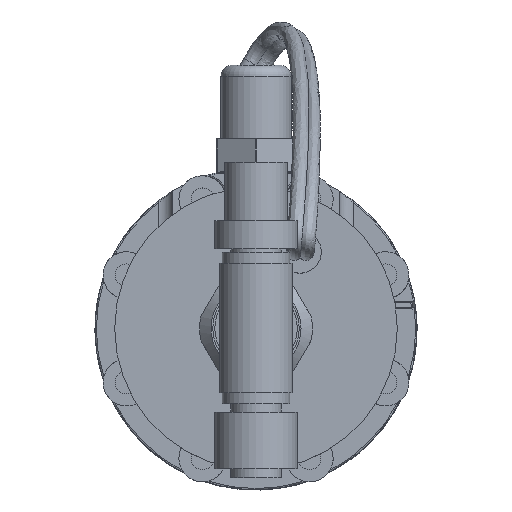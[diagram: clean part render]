
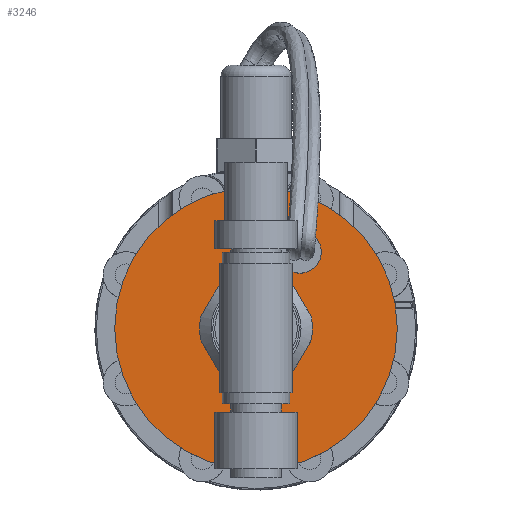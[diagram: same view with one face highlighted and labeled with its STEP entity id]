
A CAD part, top view. The second image highlights one B-rep face of the part: STEP entity #3246.
In plain terms, the highlighted planar face has unit normal (0, 0, 1).
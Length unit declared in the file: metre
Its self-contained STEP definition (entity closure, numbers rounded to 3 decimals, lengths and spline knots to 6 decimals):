
#344=LINE('',#6695,#493);
#345=LINE('',#6699,#494);
#346=LINE('',#6703,#495);
#347=LINE('',#6707,#496);
#348=LINE('',#6711,#497);
#349=LINE('',#6715,#498);
#493=VECTOR('',#4975,1.);
#494=VECTOR('',#4978,1.);
#495=VECTOR('',#4981,1.);
#496=VECTOR('',#4984,1.);
#497=VECTOR('',#4987,1.);
#498=VECTOR('',#4990,1.);
#901=ORIENTED_EDGE('',*,*,#1654,.F.);
#902=ORIENTED_EDGE('',*,*,#1652,.T.);
#903=ORIENTED_EDGE('',*,*,#1655,.F.);
#904=ORIENTED_EDGE('',*,*,#1656,.F.);
#905=ORIENTED_EDGE('',*,*,#1657,.F.);
#906=ORIENTED_EDGE('',*,*,#1658,.F.);
#907=ORIENTED_EDGE('',*,*,#1659,.F.);
#908=ORIENTED_EDGE('',*,*,#1660,.F.);
#909=ORIENTED_EDGE('',*,*,#1661,.F.);
#910=ORIENTED_EDGE('',*,*,#1662,.F.);
#911=ORIENTED_EDGE('',*,*,#1663,.F.);
#912=ORIENTED_EDGE('',*,*,#1664,.F.);
#913=ORIENTED_EDGE('',*,*,#1665,.F.);
#914=ORIENTED_EDGE('',*,*,#1666,.F.);
#1652=EDGE_CURVE('',#2027,#2027,#2305,.T.);
#1654=EDGE_CURVE('',#2029,#2029,#2307,.T.);
#1655=EDGE_CURVE('',#2030,#2031,#2308,.T.);
#1656=EDGE_CURVE('',#2032,#2030,#344,.T.);
#1657=EDGE_CURVE('',#2033,#2032,#2309,.T.);
#1658=EDGE_CURVE('',#2034,#2033,#345,.T.);
#1659=EDGE_CURVE('',#2035,#2034,#2310,.T.);
#1660=EDGE_CURVE('',#2036,#2035,#346,.T.);
#1661=EDGE_CURVE('',#2037,#2036,#2311,.T.);
#1662=EDGE_CURVE('',#2038,#2037,#347,.T.);
#1663=EDGE_CURVE('',#2039,#2038,#2312,.T.);
#1664=EDGE_CURVE('',#2040,#2039,#348,.T.);
#1665=EDGE_CURVE('',#2041,#2040,#2313,.T.);
#1666=EDGE_CURVE('',#2031,#2041,#349,.T.);
#2027=VERTEX_POINT('',#6686);
#2029=VERTEX_POINT('',#6691);
#2030=VERTEX_POINT('',#6693);
#2031=VERTEX_POINT('',#6694);
#2032=VERTEX_POINT('',#6696);
#2033=VERTEX_POINT('',#6698);
#2034=VERTEX_POINT('',#6700);
#2035=VERTEX_POINT('',#6702);
#2036=VERTEX_POINT('',#6704);
#2037=VERTEX_POINT('',#6706);
#2038=VERTEX_POINT('',#6708);
#2039=VERTEX_POINT('',#6710);
#2040=VERTEX_POINT('',#6712);
#2041=VERTEX_POINT('',#6714);
#2305=CIRCLE('',#4269,0.025);
#2307=CIRCLE('',#4272,0.00375);
#2308=CIRCLE('',#4273,0.01);
#2309=CIRCLE('',#4274,0.01);
#2310=CIRCLE('',#4275,0.01);
#2311=CIRCLE('',#4276,0.01);
#2312=CIRCLE('',#4277,0.01);
#2313=CIRCLE('',#4278,0.01);
#2509=EDGE_LOOP('',(#901));
#2510=EDGE_LOOP('',(#902));
#2511=EDGE_LOOP('',(#903,#904,#905,#906,#907,#908,#909,#910,#911,#912,#913,
#914));
#2833=FACE_BOUND('',#2509,.T.);
#2834=FACE_BOUND('',#2510,.T.);
#2835=FACE_BOUND('',#2511,.T.);
#3082=PLANE('',#4271);
#3246=ADVANCED_FACE('',(#2833,#2834,#2835),#3082,.T.);
#4269=AXIS2_PLACEMENT_3D('',#6685,#4965,#4966);
#4271=AXIS2_PLACEMENT_3D('',#6689,#4969,#4970);
#4272=AXIS2_PLACEMENT_3D('',#6690,#4971,#4972);
#4273=AXIS2_PLACEMENT_3D('',#6692,#4973,#4974);
#4274=AXIS2_PLACEMENT_3D('',#6697,#4976,#4977);
#4275=AXIS2_PLACEMENT_3D('',#6701,#4979,#4980);
#4276=AXIS2_PLACEMENT_3D('',#6705,#4982,#4983);
#4277=AXIS2_PLACEMENT_3D('',#6709,#4985,#4986);
#4278=AXIS2_PLACEMENT_3D('',#6713,#4988,#4989);
#4965=DIRECTION('',(0.,0.,1.));
#4966=DIRECTION('',(-0.866,0.5,0.));
#4969=DIRECTION('',(0.,0.,1.));
#4970=DIRECTION('',(-0.866,0.5,0.));
#4971=DIRECTION('',(0.,0.,1.));
#4972=DIRECTION('',(-0.866,0.5,0.));
#4973=DIRECTION('',(0.,0.,1.));
#4974=DIRECTION('',(1.,0.,0.));
#4975=DIRECTION('',(-1.,0.,0.));
#4976=DIRECTION('',(0.,0.,1.));
#4977=DIRECTION('',(1.,0.,0.));
#4978=DIRECTION('',(-0.5,0.866,0.));
#4979=DIRECTION('',(0.,0.,1.));
#4980=DIRECTION('',(1.,0.,0.));
#4981=DIRECTION('',(0.5,0.866,0.));
#4982=DIRECTION('',(0.,0.,1.));
#4983=DIRECTION('',(1.,0.,0.));
#4984=DIRECTION('',(1.,0.,0.));
#4985=DIRECTION('',(0.,0.,1.));
#4986=DIRECTION('',(1.,0.,0.));
#4987=DIRECTION('',(0.5,-0.866,0.));
#4988=DIRECTION('',(0.,0.,1.));
#4989=DIRECTION('',(1.,0.,0.));
#4990=DIRECTION('',(-0.5,-0.866,0.));
#6685=CARTESIAN_POINT('',(0.,0.,0.005));
#6686=CARTESIAN_POINT('',(-0.021651,0.0125,0.005));
#6689=CARTESIAN_POINT('',(0.,0.,0.005));
#6690=CARTESIAN_POINT('',(0.0078,0.01351,0.005));
#6691=CARTESIAN_POINT('',(0.004552,0.015385,0.005));
#6692=CARTESIAN_POINT('',(0.,0.,0.005));
#6693=CARTESIAN_POINT('',(-0.003122,0.0095,0.005));
#6694=CARTESIAN_POINT('',(-0.006666,0.007454,0.005));
#6695=CARTESIAN_POINT('',(0.,0.0095,0.005));
#6696=CARTESIAN_POINT('',(0.003122,0.0095,0.005));
#6697=CARTESIAN_POINT('',(0.,0.,0.005));
#6698=CARTESIAN_POINT('',(0.006666,0.007454,0.005));
#6699=CARTESIAN_POINT('',(0.008227,0.00475,0.005));
#6700=CARTESIAN_POINT('',(0.009788,0.002046,0.005));
#6701=CARTESIAN_POINT('',(0.,0.,0.005));
#6702=CARTESIAN_POINT('',(0.009788,-0.002046,0.005));
#6703=CARTESIAN_POINT('',(0.008227,-0.00475,0.005));
#6704=CARTESIAN_POINT('',(0.006666,-0.007454,0.005));
#6705=CARTESIAN_POINT('',(0.,0.,0.005));
#6706=CARTESIAN_POINT('',(0.003122,-0.0095,0.005));
#6707=CARTESIAN_POINT('',(0.,-0.0095,0.005));
#6708=CARTESIAN_POINT('',(-0.003122,-0.0095,0.005));
#6709=CARTESIAN_POINT('',(0.,0.,0.005));
#6710=CARTESIAN_POINT('',(-0.006666,-0.007454,0.005));
#6711=CARTESIAN_POINT('',(-0.008227,-0.00475,0.005));
#6712=CARTESIAN_POINT('',(-0.009788,-0.002046,0.005));
#6713=CARTESIAN_POINT('',(0.,0.,0.005));
#6714=CARTESIAN_POINT('',(-0.009788,0.002046,0.005));
#6715=CARTESIAN_POINT('',(-0.008227,0.00475,0.005));
